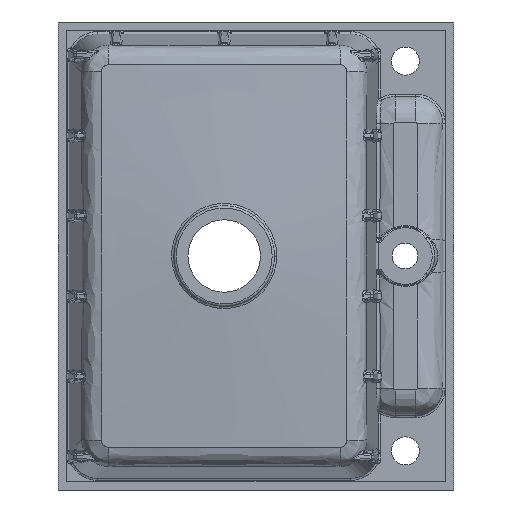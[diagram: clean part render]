
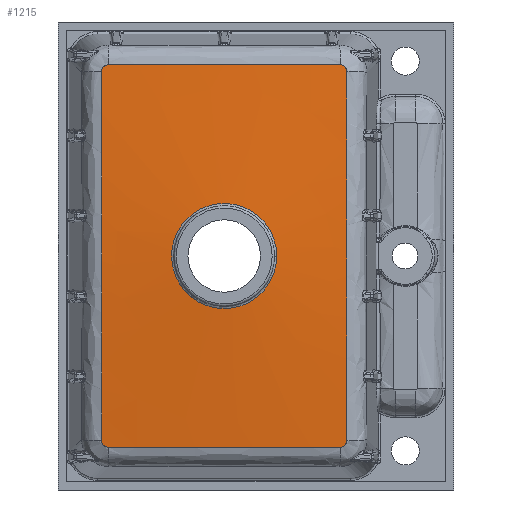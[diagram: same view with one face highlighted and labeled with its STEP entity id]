
A CAD part, front view. The second image highlights one B-rep face of the part: STEP entity #1215.
In plain terms, the highlighted conical face has half-angle 86 degrees and reference radius 63.014 mm.
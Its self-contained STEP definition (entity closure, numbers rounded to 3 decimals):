
#95=CONICAL_SURFACE('',#8749,63.014,86.);
#198=FACE_BOUND('',#2619,.T.);
#199=FACE_BOUND('',#2620,.T.);
#1215=ADVANCED_FACE('',(#198,#199),#95,.T.);
#2619=EDGE_LOOP('',(#3876));
#2620=EDGE_LOOP('',(#3877,#3878,#3879,#3880,#3881,#3882,#3883,#3884));
#3194=CIRCLE('',#8748,65.274);
#3876=ORIENTED_EDGE('',*,*,#7198,.T.);
#3877=ORIENTED_EDGE('',*,*,#7199,.T.);
#3878=ORIENTED_EDGE('',*,*,#7200,.T.);
#3879=ORIENTED_EDGE('',*,*,#7201,.T.);
#3880=ORIENTED_EDGE('',*,*,#7202,.T.);
#3881=ORIENTED_EDGE('',*,*,#7203,.T.);
#3882=ORIENTED_EDGE('',*,*,#7204,.T.);
#3883=ORIENTED_EDGE('',*,*,#7205,.T.);
#3884=ORIENTED_EDGE('',*,*,#7206,.T.);
#6438=VERTEX_POINT('',#12596);
#6439=VERTEX_POINT('',#12603);
#6440=VERTEX_POINT('',#12604);
#6441=VERTEX_POINT('',#12611);
#6442=VERTEX_POINT('',#12622);
#6443=VERTEX_POINT('',#12629);
#6444=VERTEX_POINT('',#12636);
#6445=VERTEX_POINT('',#12643);
#6446=VERTEX_POINT('',#12654);
#7198=EDGE_CURVE('',#6438,#6438,#3194,.T.);
#7199=EDGE_CURVE('',#6439,#6440,#8302,.T.);
#7200=EDGE_CURVE('',#6440,#6441,#8303,.T.);
#7201=EDGE_CURVE('',#6441,#6442,#8304,.T.);
#7202=EDGE_CURVE('',#6442,#6443,#8305,.T.);
#7203=EDGE_CURVE('',#6443,#6444,#8306,.T.);
#7204=EDGE_CURVE('',#6444,#6445,#8307,.T.);
#7205=EDGE_CURVE('',#6445,#6446,#8308,.T.);
#7206=EDGE_CURVE('',#6446,#6439,#8309,.T.);
#8302=B_SPLINE_CURVE_WITH_KNOTS('',3,(#12597,#12598,#12599,#12600,#12601,
#12602),.UNSPECIFIED.,.F.,.F.,(4,2,4),(0.,0.5,1.),.UNSPECIFIED.);
#8303=B_SPLINE_CURVE_WITH_KNOTS('',3,(#12605,#12606,#12607,#12608,#12609,
#12610),.UNSPECIFIED.,.F.,.F.,(4,2,4),(0.,0.5,1.),.UNSPECIFIED.);
#8304=B_SPLINE_CURVE_WITH_KNOTS('',3,(#12612,#12613,#12614,#12615,#12616,
#12617,#12618,#12619,#12620,#12621),.UNSPECIFIED.,.F.,.F.,(4,2,2,2,4),(0.,
0.25,0.5,0.75,1.),.UNSPECIFIED.);
#8305=B_SPLINE_CURVE_WITH_KNOTS('',3,(#12623,#12624,#12625,#12626,#12627,
#12628),.UNSPECIFIED.,.F.,.F.,(4,2,4),(0.,0.5,1.),.UNSPECIFIED.);
#8306=B_SPLINE_CURVE_WITH_KNOTS('',3,(#12630,#12631,#12632,#12633,#12634,
#12635),.UNSPECIFIED.,.F.,.F.,(4,2,4),(0.,0.5,1.),.UNSPECIFIED.);
#8307=B_SPLINE_CURVE_WITH_KNOTS('',3,(#12637,#12638,#12639,#12640,#12641,
#12642),.UNSPECIFIED.,.F.,.F.,(4,2,4),(0.,0.5,1.),.UNSPECIFIED.);
#8308=B_SPLINE_CURVE_WITH_KNOTS('',3,(#12644,#12645,#12646,#12647,#12648,
#12649,#12650,#12651,#12652,#12653),.UNSPECIFIED.,.F.,.F.,(4,2,2,2,4),(0.,
0.25,0.5,0.75,1.),.UNSPECIFIED.);
#8309=B_SPLINE_CURVE_WITH_KNOTS('',3,(#12655,#12656,#12657,#12658,#12659,
#12660),.UNSPECIFIED.,.F.,.F.,(4,2,4),(0.,0.5,1.),.UNSPECIFIED.);
#8748=AXIS2_PLACEMENT_3D('',#12595,#9912,#9913);
#8749=AXIS2_PLACEMENT_3D('',#12661,#9914,#9915);
#9912=DIRECTION('',(0.,1.,0.));
#9913=DIRECTION('',(0.,0.,-1.));
#9914=DIRECTION('',(0.,1.,0.));
#9915=DIRECTION('',(0.,0.,1.));
#12595=CARTESIAN_POINT('',(0.,-214.532,0.));
#12596=CARTESIAN_POINT('',(0.,-214.532,-65.274));
#12597=CARTESIAN_POINT('',(-144.226,-199.678,-237.304));
#12598=CARTESIAN_POINT('',(-96.161,-201.424,-237.29));
#12599=CARTESIAN_POINT('',(-48.072,-202.501,-237.32));
#12600=CARTESIAN_POINT('',(48.083,-202.501,-237.32));
#12601=CARTESIAN_POINT('',(96.162,-201.424,-237.29));
#12602=CARTESIAN_POINT('',(144.226,-199.678,-237.304));
#12603=CARTESIAN_POINT('',(-144.226,-199.678,-237.304));
#12604=CARTESIAN_POINT('',(144.226,-199.678,-237.304));
#12605=CARTESIAN_POINT('',(144.226,-199.678,-237.304));
#12606=CARTESIAN_POINT('',(146.345,-199.601,-237.304));
#12607=CARTESIAN_POINT('',(148.428,-199.575,-236.438));
#12608=CARTESIAN_POINT('',(151.387,-199.639,-233.474));
#12609=CARTESIAN_POINT('',(152.246,-199.727,-231.397));
#12610=CARTESIAN_POINT('',(152.242,-199.851,-229.28));
#12611=CARTESIAN_POINT('',(152.242,-199.851,-229.28));
#12612=CARTESIAN_POINT('',(152.242,-199.851,-229.28));
#12613=CARTESIAN_POINT('',(152.163,-202.079,-191.081));
#12614=CARTESIAN_POINT('',(152.135,-204.167,-152.876));
#12615=CARTESIAN_POINT('',(152.203,-207.38,-76.423));
#12616=CARTESIAN_POINT('',(152.3,-208.448,-38.15));
#12617=CARTESIAN_POINT('',(152.3,-208.445,38.331));
#12618=CARTESIAN_POINT('',(152.203,-207.376,76.54));
#12619=CARTESIAN_POINT('',(152.135,-204.164,152.926));
#12620=CARTESIAN_POINT('',(152.163,-202.078,191.105));
#12621=CARTESIAN_POINT('',(152.242,-199.851,229.28));
#12622=CARTESIAN_POINT('',(152.242,-199.851,229.28));
#12623=CARTESIAN_POINT('',(152.242,-199.851,229.28));
#12624=CARTESIAN_POINT('',(152.246,-199.727,231.397));
#12625=CARTESIAN_POINT('',(151.383,-199.639,233.48));
#12626=CARTESIAN_POINT('',(148.423,-199.575,236.441));
#12627=CARTESIAN_POINT('',(146.345,-199.601,237.304));
#12628=CARTESIAN_POINT('',(144.226,-199.678,237.304));
#12629=CARTESIAN_POINT('',(144.226,-199.678,237.304));
#12630=CARTESIAN_POINT('',(144.226,-199.678,237.304));
#12631=CARTESIAN_POINT('',(96.161,-201.424,237.29));
#12632=CARTESIAN_POINT('',(48.072,-202.501,237.32));
#12633=CARTESIAN_POINT('',(-48.083,-202.501,237.32));
#12634=CARTESIAN_POINT('',(-96.162,-201.424,237.29));
#12635=CARTESIAN_POINT('',(-144.226,-199.678,237.304));
#12636=CARTESIAN_POINT('',(-144.226,-199.678,237.304));
#12637=CARTESIAN_POINT('',(-144.226,-199.678,237.304));
#12638=CARTESIAN_POINT('',(-146.345,-199.601,237.304));
#12639=CARTESIAN_POINT('',(-148.428,-199.575,236.438));
#12640=CARTESIAN_POINT('',(-151.387,-199.639,233.474));
#12641=CARTESIAN_POINT('',(-152.246,-199.727,231.397));
#12642=CARTESIAN_POINT('',(-152.242,-199.851,229.28));
#12643=CARTESIAN_POINT('',(-152.242,-199.851,229.28));
#12644=CARTESIAN_POINT('',(-152.242,-199.851,229.28));
#12645=CARTESIAN_POINT('',(-152.163,-202.079,191.081));
#12646=CARTESIAN_POINT('',(-152.135,-204.167,152.876));
#12647=CARTESIAN_POINT('',(-152.203,-207.38,76.423));
#12648=CARTESIAN_POINT('',(-152.3,-208.448,38.15));
#12649=CARTESIAN_POINT('',(-152.3,-208.445,-38.331));
#12650=CARTESIAN_POINT('',(-152.203,-207.376,-76.54));
#12651=CARTESIAN_POINT('',(-152.135,-204.164,-152.926));
#12652=CARTESIAN_POINT('',(-152.163,-202.078,-191.105));
#12653=CARTESIAN_POINT('',(-152.242,-199.851,-229.28));
#12654=CARTESIAN_POINT('',(-152.242,-199.851,-229.28));
#12655=CARTESIAN_POINT('',(-152.242,-199.851,-229.28));
#12656=CARTESIAN_POINT('',(-152.246,-199.727,-231.397));
#12657=CARTESIAN_POINT('',(-151.383,-199.639,-233.48));
#12658=CARTESIAN_POINT('',(-148.423,-199.575,-236.441));
#12659=CARTESIAN_POINT('',(-146.345,-199.601,-237.304));
#12660=CARTESIAN_POINT('',(-144.226,-199.678,-237.304));
#12661=CARTESIAN_POINT('',(0.,-214.69,0.));
